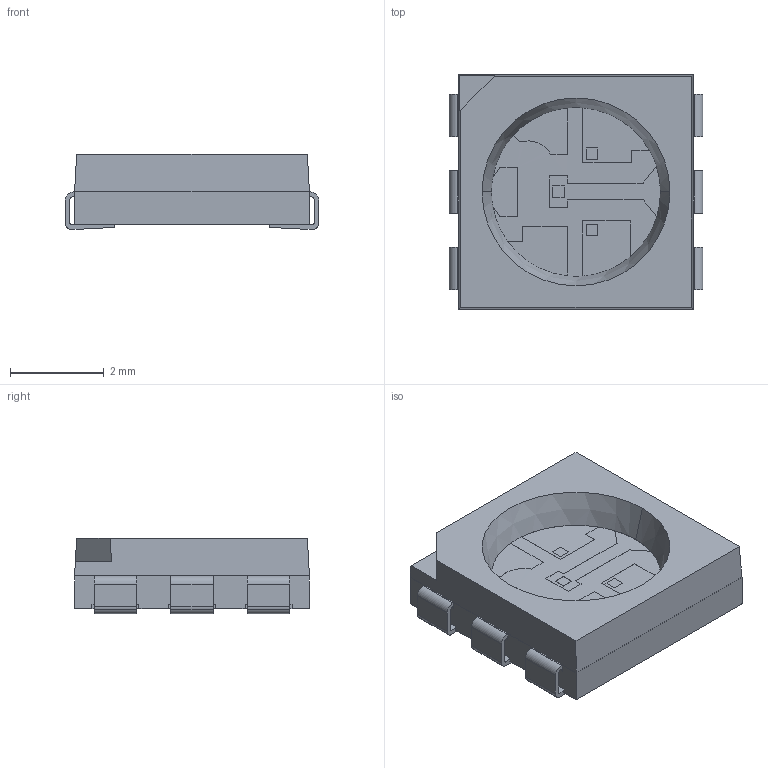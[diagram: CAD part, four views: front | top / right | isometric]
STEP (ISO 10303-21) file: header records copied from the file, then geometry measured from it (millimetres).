
FILE_DESCRIPTION (( 'STEP AP214' ), '1' );
FILE_NAME ('150505RS73300.STEP', '2024-11-26T06:57:00', ( '' ), ( '' ), 'SwSTEP 2.0', 'SolidWorks 2016', '' );
FILE_SCHEMA (( 'AUTOMOTIVE_DESIGN' ));
Length unit declared in the file: millimetre
Products named in the file (4): base; housing; cover; 150505RS73300
Assembly tree (3 placements, depth 2):
  150505RS73300
    cover
    housing
    base
Bounding box: 5.4 x 5 x 1.6 mm (x, y, z)
Volume: 28.3 mm3; surface area: 192.7 mm2
Topology: 5 solids, 5 shells, 206 faces, 557 edges, 366 vertices
Faces by surface type: plane 143, cylinder 61, cone 2
Entity records: 8057 total; most frequent: CARTESIAN_POINT 1135, ORIENTED_EDGE 1114, DIRECTION 1112, EDGE_CURVE 557, VECTOR 426, LINE 426, VERTEX_POINT 366, AXIS2_PLACEMENT_3D 343
